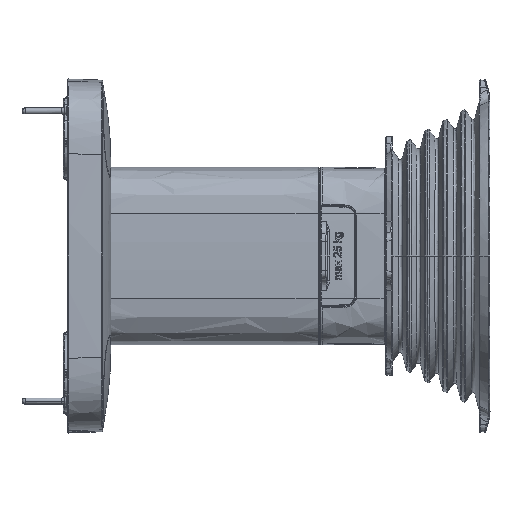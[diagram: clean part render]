
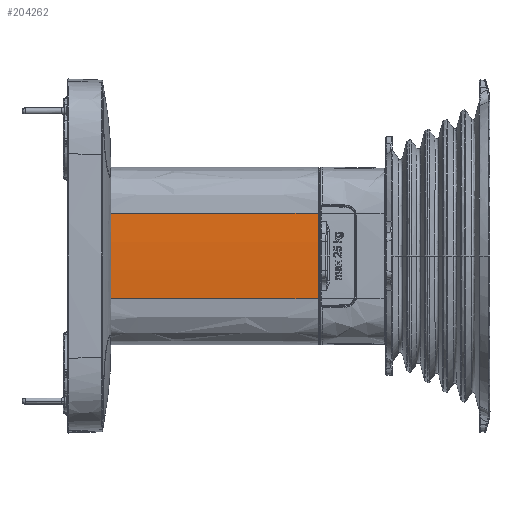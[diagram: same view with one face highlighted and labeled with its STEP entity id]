
A CAD part, left-side view. The second image highlights one B-rep face of the part: STEP entity #204262.
In plain terms, the highlighted cylindrical face has radius 394 mm (diameter 788 mm), a partial arc.
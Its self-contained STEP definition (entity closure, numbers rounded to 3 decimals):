
#2687 = VERTEX_POINT ( 'NONE', #212290 ) ;
#22283 = B_SPLINE_CURVE_WITH_KNOTS ( 'NONE', 3,
 ( #73304, #139774, #46973, #49122 ),
 .UNSPECIFIED., .F., .F.,
 ( 4, 4 ),
 ( 0.236, 1. ),
 .UNSPECIFIED. ) ;
#29592 = CARTESIAN_POINT ( 'NONE',  ( -40.51, 30.7, -19.634 ) ) ;
#36632 = DIRECTION ( 'NONE',  ( 0., -1., 0. ) ) ;
#41686 = CARTESIAN_POINT ( 'NONE',  ( -40.51, 130.1, -19.634 ) ) ;
#46973 = CARTESIAN_POINT ( 'NONE',  ( -40.51, 96.967, 19.634 ) ) ;
#49122 = CARTESIAN_POINT ( 'NONE',  ( -40.51, 130.1, 19.634 ) ) ;
#50491 = DIRECTION ( 'NONE',  ( 1., 0., 0. ) ) ;
#63784 = EDGE_CURVE ( 'NONE', #102996, #201753, #22283, .T. ) ;
#66220 = CARTESIAN_POINT ( 'NONE',  ( -40.51, 30.7, -19.634 ) ) ;
#68614 = ORIENTED_EDGE ( 'NONE', *, *, #173611, .F. ) ;
#73304 = CARTESIAN_POINT ( 'NONE',  ( -40.51, 30.7, 19.634 ) ) ;
#76828 = AXIS2_PLACEMENT_3D ( 'NONE', #166090, #149734, #50491 ) ;
#77818 = ORIENTED_EDGE ( 'NONE', *, *, #63784, .T. ) ;
#86838 = FACE_OUTER_BOUND ( 'NONE', #143710, .T. ) ;
#95060 = DIRECTION ( 'NONE',  ( 0., 0., 1. ) ) ;
#101564 = AXIS2_PLACEMENT_3D ( 'NONE', #193156, #109238, #95060 ) ;
#102782 = EDGE_CURVE ( 'NONE', #102996, #188784, #118517, .T. ) ;
#102996 = VERTEX_POINT ( 'NONE', #191069 ) ;
#109238 = DIRECTION ( 'NONE',  ( 0., 1., 0. ) ) ;
#113110 = CARTESIAN_POINT ( 'NONE',  ( -40.51, 130.1, 19.634 ) ) ;
#118517 = CIRCLE ( 'NONE', #76828, 394. ) ;
#120136 = ORIENTED_EDGE ( 'NONE', *, *, #102782, .F. ) ;
#120554 = CYLINDRICAL_SURFACE ( 'NONE', #169086, 394. ) ;
#133628 = DIRECTION ( 'NONE',  ( 0., 0., -1. ) ) ;
#139774 = CARTESIAN_POINT ( 'NONE',  ( -40.51, 63.833, 19.634 ) ) ;
#142018 = ORIENTED_EDGE ( 'NONE', *, *, #194510, .T. ) ;
#143710 = EDGE_LOOP ( 'NONE', ( #120136, #77818, #68614, #142018 ) ) ;
#148006 = B_SPLINE_CURVE_WITH_KNOTS ( 'NONE', 3,
 ( #41686, #176830, #174687, #29592 ),
 .UNSPECIFIED., .F., .F.,
 ( 4, 4 ),
 ( 0., 0.764 ),
 .UNSPECIFIED. ) ;
#149734 = DIRECTION ( 'NONE',  ( 0., -1., 0. ) ) ;
#166090 = CARTESIAN_POINT ( 'NONE',  ( 353., 30.7, 0. ) ) ;
#169086 = AXIS2_PLACEMENT_3D ( 'NONE', #190031, #36632, #133628 ) ;
#173611 = EDGE_CURVE ( 'NONE', #2687, #201753, #209496, .T. ) ;
#174687 = CARTESIAN_POINT ( 'NONE',  ( -40.51, 63.833, -19.634 ) ) ;
#176830 = CARTESIAN_POINT ( 'NONE',  ( -40.51, 96.967, -19.634 ) ) ;
#188784 = VERTEX_POINT ( 'NONE', #66220 ) ;
#190031 = CARTESIAN_POINT ( 'NONE',  ( 353., 130.1, 0. ) ) ;
#191069 = CARTESIAN_POINT ( 'NONE',  ( -40.51, 30.7, 19.634 ) ) ;
#193156 = CARTESIAN_POINT ( 'NONE',  ( 353., 130.1, 0. ) ) ;
#194510 = EDGE_CURVE ( 'NONE', #2687, #188784, #148006, .T. ) ;
#201753 = VERTEX_POINT ( 'NONE', #113110 ) ;
#204262 = ADVANCED_FACE ( 'NONE', ( #86838 ), #120554, .T. ) ;
#209496 = CIRCLE ( 'NONE', #101564, 394. ) ;
#212290 = CARTESIAN_POINT ( 'NONE',  ( -40.51, 130.1, -19.634 ) ) ;
